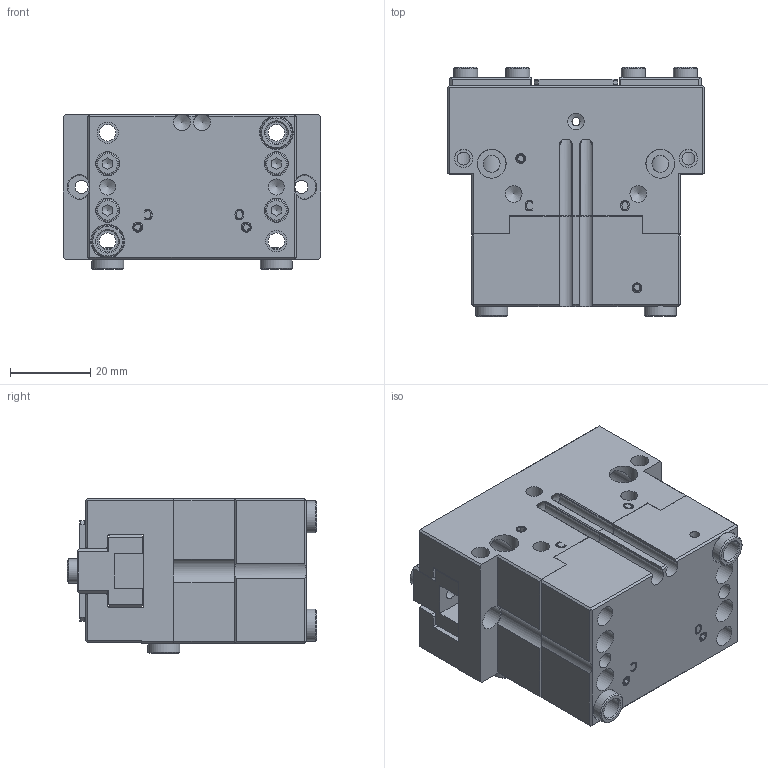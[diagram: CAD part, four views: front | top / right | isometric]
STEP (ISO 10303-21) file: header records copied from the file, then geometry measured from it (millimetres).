
FILE_DESCRIPTION(/* description */ ('ASSIEME CORSA 6 mm PER GRIFFA SIC. APERTURA'),/* implementation_level */ '2;1');
FILE_NAME(/* name */ 'OPP-64 C1 MA.stp',/* time_stamp */ '2020-08-06T15:01:25+02:00',/* author */ ('e.orio2'),/* organization */ (''),/* preprocessor_version */ 'ST-DEVELOPER v17',/* originating_system */ 'Autodesk Inventor 2019',/* authorisation */ '');
FILE_SCHEMA (('AUTOMOTIVE_DESIGN { 1 0 10303 214 3 1 1 }'));
Length unit declared in the file: millimetre
Products named in the file (10): OPP-64 C1-MA; OPP64-CORPO; PZP-64-GRIFFA C1-(OPP-64_PGP-64); PGP-64-COPERCHIO; PGP-64-FONDELLO-MA-MC-cliente; ISO 4762  - M3 x 16; DIN 913 - M3 x 3; DIN EN ISO 7046-2 H - M2.5x6 - 8.8 - H1; BOCCOLA 8H7L5.4; BOCCOLA 6H7L5
Assembly tree (29 placements, depth 2):
  OPP-64 C1-MA
    OPP64-CORPO
    PZP-64-GRIFFA C1-(OPP-64_PGP-64)  x2
    PGP-64-COPERCHIO
    PGP-64-FONDELLO-MA-MC-cliente
    ISO 4762  - M3 x 16  x4
    DIN 913 - M3 x 3  x6
    DIN EN ISO 7046-2 H - M2.5x6 - 8.8 - H1  x4
    BOCCOLA 8H7L5.4  x6
    BOCCOLA 6H7L5  x4
Bounding box: 64 x 62 x 38.5 mm (x, y, z)
Volume: 98844.4 mm3; surface area: 41517.6 mm2
Topology: 29 solids, 29 shells, 844 faces, 2237 edges, 1483 vertices
Faces by surface type: plane 433, cylinder 175, cone 134, bspline 90, torus 12
Full cylindrical faces by diameter (mm): 2 x5, 2.013 x6, 2.459 x13, 2.5 x8, 3 x15, 3.242 x6, 3.5 x4, 4 x6, 4.134 x10, 4.2 x6, 4.5 x2, 4.7 x4, 5.3 x10, 5.5 x4, 6 x12, 6.1 x2, 7.2 x10, 8 x14
Entity records: 19546 total; most frequent: CARTESIAN_POINT 4856, ORIENTED_EDGE 3042, DIRECTION 2744, EDGE_CURVE 1521, VERTEX_POINT 1036, AXIS2_PLACEMENT_3D 955, LINE 834, VECTOR 834
